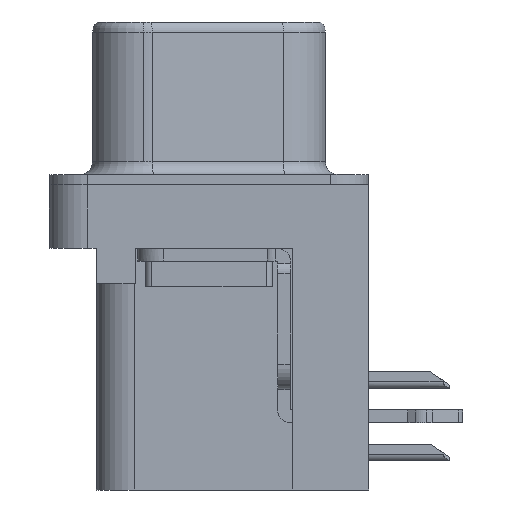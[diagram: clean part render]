
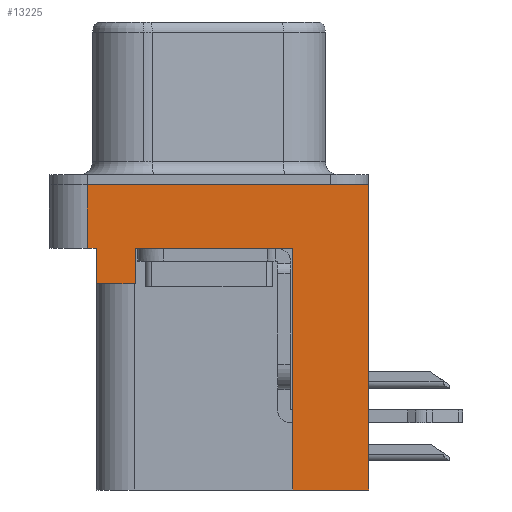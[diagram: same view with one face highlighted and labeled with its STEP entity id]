
A CAD part, left-side view. The second image highlights one B-rep face of the part: STEP entity #13225.
In plain terms, the highlighted planar face has unit normal (-1, 0, 0).
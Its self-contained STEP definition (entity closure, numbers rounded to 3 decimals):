
#89 = EDGE_CURVE ( 'NONE', #3080, #19324, #12785, .T. ) ;
#140 = EDGE_CURVE ( 'NONE', #12914, #18281, #16833, .T. ) ;
#613 = CARTESIAN_POINT ( 'NONE',  ( -2.935, -6.275, -12. ) ) ;
#1167 = DIRECTION ( 'NONE',  ( 0., -1., 0. ) ) ;
#1729 = DIRECTION ( 'NONE',  ( 0., 0., 1. ) ) ;
#1818 = CARTESIAN_POINT ( 'NONE',  ( -2.935, 2.895, -3.9 ) ) ;
#1957 = EDGE_CURVE ( 'NONE', #7260, #3080, #17934, .T. ) ;
#2112 = VERTEX_POINT ( 'NONE', #6959 ) ;
#2133 = ORIENTED_EDGE ( 'NONE', *, *, #8820, .F. ) ;
#2311 = DIRECTION ( 'NONE',  ( 0., -1., 0. ) ) ;
#2392 = CARTESIAN_POINT ( 'NONE',  ( -2.935, 4.425, -3.9 ) ) ;
#2690 = VERTEX_POINT ( 'NONE', #2889 ) ;
#2710 = CARTESIAN_POINT ( 'NONE',  ( -2.935, -3.295, -12. ) ) ;
#2889 = CARTESIAN_POINT ( 'NONE',  ( -2.935, 2.895, -2.5 ) ) ;
#3080 = VERTEX_POINT ( 'NONE', #3979 ) ;
#3304 = CARTESIAN_POINT ( 'NONE',  ( -2.935, -6.275, -2.5 ) ) ;
#3316 = VECTOR ( 'NONE', #1167, 1000. ) ;
#3810 = VECTOR ( 'NONE', #15720, 1000. ) ;
#3979 = CARTESIAN_POINT ( 'NONE',  ( -2.935, 4.775, 0. ) ) ;
#4048 = ORIENTED_EDGE ( 'NONE', *, *, #89, .F. ) ;
#4288 = DIRECTION ( 'NONE',  ( 0., 0., 1. ) ) ;
#4460 = CARTESIAN_POINT ( 'NONE',  ( -2.935, -6.275, -2.5 ) ) ;
#4651 = DIRECTION ( 'NONE',  ( -1., 0., 0. ) ) ;
#5039 = EDGE_CURVE ( 'NONE', #15247, #16991, #11787, .T. ) ;
#5231 = LINE ( 'NONE', #2392, #15691 ) ;
#5369 = VECTOR ( 'NONE', #5792, 1000. ) ;
#5792 = DIRECTION ( 'NONE',  ( 0., 0., 1. ) ) ;
#6028 = AXIS2_PLACEMENT_3D ( 'NONE', #4460, #4651, #15272 ) ;
#6055 = PLANE ( 'NONE',  #6028 ) ;
#6241 = LINE ( 'NONE', #11281, #13808 ) ;
#6329 = CARTESIAN_POINT ( 'NONE',  ( -2.935, 4.775, -2.5 ) ) ;
#6356 = LINE ( 'NONE', #17483, #18442 ) ;
#6715 = VECTOR ( 'NONE', #10929, 1000. ) ;
#6779 = CARTESIAN_POINT ( 'NONE',  ( -2.935, 2.895, -3.9 ) ) ;
#6959 = CARTESIAN_POINT ( 'NONE',  ( -2.935, -3.295, -2.5 ) ) ;
#7260 = VERTEX_POINT ( 'NONE', #9002 ) ;
#7492 = DIRECTION ( 'NONE',  ( 0., 1., 0. ) ) ;
#7965 = ORIENTED_EDGE ( 'NONE', *, *, #140, .F. ) ;
#8106 = EDGE_LOOP ( 'NONE', ( #4048, #13972, #19404, #11811, #2133, #11399, #15825, #10913, #7965, #13177 ) ) ;
#8644 = EDGE_CURVE ( 'NONE', #11156, #2690, #11895, .T. ) ;
#8820 = EDGE_CURVE ( 'NONE', #11156, #15247, #5231, .T. ) ;
#9002 = CARTESIAN_POINT ( 'NONE',  ( -2.935, 4.775, -2.5 ) ) ;
#9171 = CARTESIAN_POINT ( 'NONE',  ( -2.935, -3.295, -12. ) ) ;
#9931 = VECTOR ( 'NONE', #7492, 1000. ) ;
#10508 = EDGE_CURVE ( 'NONE', #18281, #2112, #6356, .T. ) ;
#10747 = VECTOR ( 'NONE', #1729, 1000. ) ;
#10913 = ORIENTED_EDGE ( 'NONE', *, *, #10508, .F. ) ;
#10929 = DIRECTION ( 'NONE',  ( 0., -1., 0. ) ) ;
#11156 = VERTEX_POINT ( 'NONE', #1818 ) ;
#11280 = CARTESIAN_POINT ( 'NONE',  ( -2.935, -6.275, 0. ) ) ;
#11281 = CARTESIAN_POINT ( 'NONE',  ( -2.935, -6.275, -2.5 ) ) ;
#11399 = ORIENTED_EDGE ( 'NONE', *, *, #8644, .T. ) ;
#11578 = CARTESIAN_POINT ( 'NONE',  ( -2.935, 4.425, -2.5 ) ) ;
#11787 = LINE ( 'NONE', #13355, #5369 ) ;
#11811 = ORIENTED_EDGE ( 'NONE', *, *, #5039, .F. ) ;
#11895 = LINE ( 'NONE', #6779, #3810 ) ;
#12146 = FACE_OUTER_BOUND ( 'NONE', #8106, .T. ) ;
#12785 = LINE ( 'NONE', #17948, #3316 ) ;
#12914 = VERTEX_POINT ( 'NONE', #613 ) ;
#13177 = ORIENTED_EDGE ( 'NONE', *, *, #18229, .T. ) ;
#13187 = VECTOR ( 'NONE', #4288, 1000. ) ;
#13225 = ADVANCED_FACE ( 'NONE', ( #12146 ), #6055, .T. ) ;
#13355 = CARTESIAN_POINT ( 'NONE',  ( -2.935, 4.425, -3.9 ) ) ;
#13494 = EDGE_CURVE ( 'NONE', #7260, #16991, #6241, .T. ) ;
#13666 = CARTESIAN_POINT ( 'NONE',  ( -2.935, 4.425, -3.9 ) ) ;
#13808 = VECTOR ( 'NONE', #2311, 1000. ) ;
#13972 = ORIENTED_EDGE ( 'NONE', *, *, #1957, .F. ) ;
#14424 = EDGE_CURVE ( 'NONE', #2690, #2112, #18307, .T. ) ;
#15247 = VERTEX_POINT ( 'NONE', #13666 ) ;
#15272 = DIRECTION ( 'NONE',  ( 0., 0., 1. ) ) ;
#15452 = DIRECTION ( 'NONE',  ( 0., 1., 0. ) ) ;
#15691 = VECTOR ( 'NONE', #15452, 1000. ) ;
#15720 = DIRECTION ( 'NONE',  ( 0., 0., 1. ) ) ;
#15825 = ORIENTED_EDGE ( 'NONE', *, *, #14424, .T. ) ;
#16463 = LINE ( 'NONE', #16790, #10747 ) ;
#16790 = CARTESIAN_POINT ( 'NONE',  ( -2.935, -6.275, -2.5 ) ) ;
#16833 = LINE ( 'NONE', #2710, #9931 ) ;
#16991 = VERTEX_POINT ( 'NONE', #11578 ) ;
#17483 = CARTESIAN_POINT ( 'NONE',  ( -2.935, -3.295, -12. ) ) ;
#17934 = LINE ( 'NONE', #6329, #13187 ) ;
#17948 = CARTESIAN_POINT ( 'NONE',  ( -2.935, -6.275, 0. ) ) ;
#18229 = EDGE_CURVE ( 'NONE', #12914, #19324, #16463, .T. ) ;
#18281 = VERTEX_POINT ( 'NONE', #9171 ) ;
#18307 = LINE ( 'NONE', #3304, #6715 ) ;
#18442 = VECTOR ( 'NONE', #18984, 1000. ) ;
#18984 = DIRECTION ( 'NONE',  ( 0., 0., 1. ) ) ;
#19324 = VERTEX_POINT ( 'NONE', #11280 ) ;
#19404 = ORIENTED_EDGE ( 'NONE', *, *, #13494, .T. ) ;
